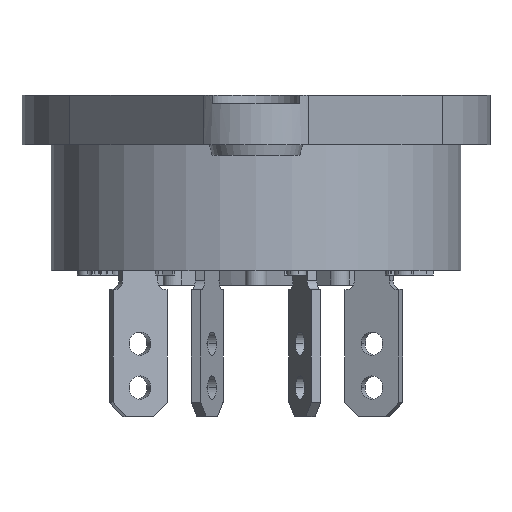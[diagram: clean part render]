
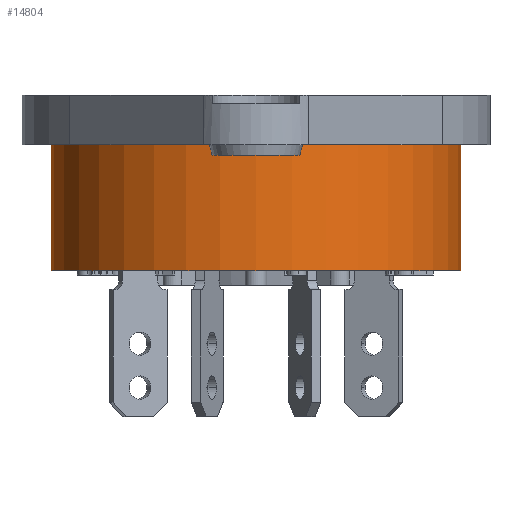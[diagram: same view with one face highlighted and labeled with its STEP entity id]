
A CAD part, front view. The second image highlights one B-rep face of the part: STEP entity #14804.
In plain terms, the highlighted cylindrical face has radius 14 mm (diameter 28 mm), a partial arc.
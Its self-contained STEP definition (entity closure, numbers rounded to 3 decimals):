
#1044 = ORIENTED_EDGE ( 'NONE', *, *, #5144, .F. ) ;
#1053 = ORIENTED_EDGE ( 'NONE', *, *, #9593, .T. ) ;
#1063 = ORIENTED_EDGE ( 'NONE', *, *, #5142, .T. ) ;
#1077 = ORIENTED_EDGE ( 'NONE', *, *, #9513, .F. ) ;
#2930 = LINE ( 'NONE', #28717, #2935 ) ;
#2934 = LINE ( 'NONE', #28723, #2938 ) ;
#2935 = VECTOR ( 'NONE', #28712, 1000. ) ;
#2938 = VECTOR ( 'NONE', #28721, 1000. ) ;
#3140 = CIRCLE ( 'NONE', #16141, 14. ) ;
#3200 = CIRCLE ( 'NONE', #16149, 14. ) ;
#4564 = EDGE_LOOP ( 'NONE', ( #1044, #1077, #1063, #1053 ) ) ;
#5142 = EDGE_CURVE ( 'NONE', #29599, #29619, #2930, .T. ) ;
#5144 = EDGE_CURVE ( 'NONE', #29598, #29618, #2934, .T. ) ;
#8937 = AXIS2_PLACEMENT_3D ( 'NONE', #27152, #27153, #27161 ) ;
#9513 = EDGE_CURVE ( 'NONE', #29599, #29598, #3140, .T. ) ;
#9593 = EDGE_CURVE ( 'NONE', #29619, #29618, #3200, .T. ) ;
#13211 = CARTESIAN_POINT ( 'NONE',  ( 0., 0., -8.6 ) ) ;
#13212 = DIRECTION ( 'NONE',  ( 0., 0., -1. ) ) ;
#13213 = DIRECTION ( 'NONE',  ( -1., 0., 0. ) ) ;
#14804 = ADVANCED_FACE ( 'NONE', ( #25681 ), #25689, .T. ) ;
#16141 = AXIS2_PLACEMENT_3D ( 'NONE', #13211, #13212, #13213 ) ;
#16149 = AXIS2_PLACEMENT_3D ( 'NONE', #26983, #26984, #26985 ) ;
#25681 = FACE_OUTER_BOUND ( 'NONE', #4564, .T. ) ;
#25689 = CYLINDRICAL_SURFACE ( 'NONE', #8937, 14. ) ;
#26983 = CARTESIAN_POINT ( 'NONE',  ( 0., 0., 0. ) ) ;
#26984 = DIRECTION ( 'NONE',  ( 0., 0., -1. ) ) ;
#26985 = DIRECTION ( 'NONE',  ( 1., 0., 0. ) ) ;
#27152 = CARTESIAN_POINT ( 'NONE',  ( 0., 0., -8.6 ) ) ;
#27153 = DIRECTION ( 'NONE',  ( 0., 0., 1. ) ) ;
#27161 = DIRECTION ( 'NONE',  ( 1., 0., 0. ) ) ;
#28712 = DIRECTION ( 'NONE',  ( 0., 0., 1. ) ) ;
#28717 = CARTESIAN_POINT ( 'NONE',  ( 14., 0., -8.6 ) ) ;
#28721 = DIRECTION ( 'NONE',  ( 0., 0., 1. ) ) ;
#28723 = CARTESIAN_POINT ( 'NONE',  ( -14., 0., -8.6 ) ) ;
#29598 = VERTEX_POINT ( 'NONE', #31726 ) ;
#29599 = VERTEX_POINT ( 'NONE', #31727 ) ;
#29618 = VERTEX_POINT ( 'NONE', #31746 ) ;
#29619 = VERTEX_POINT ( 'NONE', #31747 ) ;
#31726 = CARTESIAN_POINT ( 'NONE',  ( -14., 0., -8.6 ) ) ;
#31727 = CARTESIAN_POINT ( 'NONE',  ( 14., 0., -8.6 ) ) ;
#31746 = CARTESIAN_POINT ( 'NONE',  ( -14., 0., 0. ) ) ;
#31747 = CARTESIAN_POINT ( 'NONE',  ( 14., 0., 0. ) ) ;
